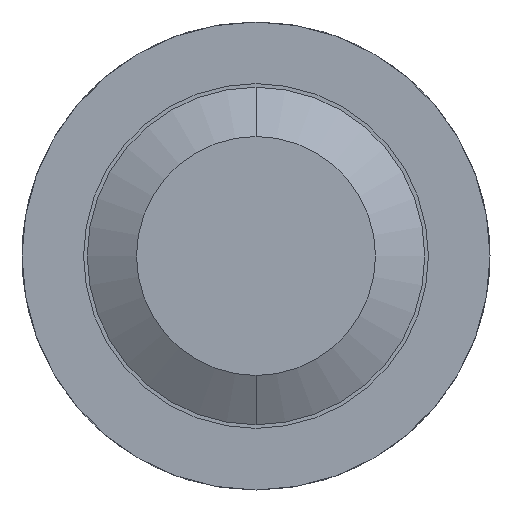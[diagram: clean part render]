
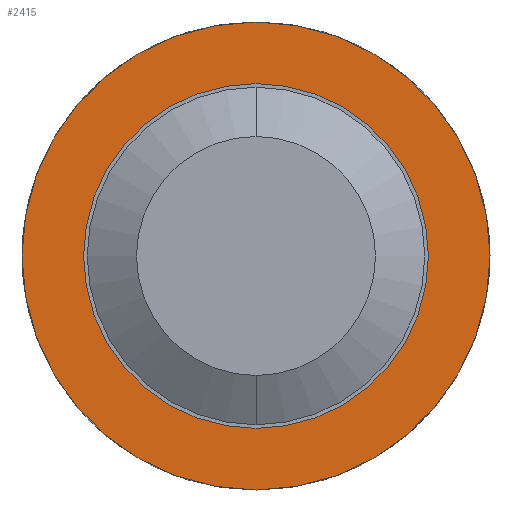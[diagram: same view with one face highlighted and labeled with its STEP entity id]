
A CAD part, front view. The second image highlights one B-rep face of the part: STEP entity #2415.
In plain terms, the highlighted planar face has unit normal (0, -1, 0).
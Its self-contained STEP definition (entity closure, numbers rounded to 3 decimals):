
#14 = CIRCLE ( 'NONE', #1649, 0.685 ) ;
#194 = ORIENTED_EDGE ( 'NONE', *, *, #953, .T. ) ;
#196 = VERTEX_POINT ( 'NONE', #299 ) ;
#262 = PLANE ( 'NONE',  #1265 ) ;
#277 = FACE_BOUND ( 'NONE', #3013, .T. ) ;
#299 = CARTESIAN_POINT ( 'NONE',  ( 0., -2.5, -0.95 ) ) ;
#472 = VERTEX_POINT ( 'NONE', #531 ) ;
#474 = DIRECTION ( 'NONE',  ( 0., 1., 0. ) ) ;
#531 = CARTESIAN_POINT ( 'NONE',  ( 0., -2.5, -0.685 ) ) ;
#872 = DIRECTION ( 'NONE',  ( 0., 0., 1. ) ) ;
#953 = EDGE_CURVE ( 'Defeature ausgef�hrt2_9+Defeature ausgef�hrt2_3+Defeature ausgef�hrt2_3+Defeature ausgef�hrt2_3', #1198, #472, #2155, .T. ) ;
#1020 = DIRECTION ( 'NONE',  ( 0., 1., 0. ) ) ;
#1118 = AXIS2_PLACEMENT_3D ( 'NONE', #3571, #2517, #872 ) ;
#1121 = DIRECTION ( 'NONE',  ( 0., 0., 1. ) ) ;
#1198 = VERTEX_POINT ( 'NONE', #2400 ) ;
#1265 = AXIS2_PLACEMENT_3D ( 'NONE', #3498, #474, #1325 ) ;
#1271 = EDGE_LOOP ( 'NONE', ( #2434, #1728 ) ) ;
#1272 = DIRECTION ( 'NONE',  ( 0., 0., 1. ) ) ;
#1325 = DIRECTION ( 'NONE',  ( 0., 0., 1. ) ) ;
#1649 = AXIS2_PLACEMENT_3D ( 'NONE', #2076, #1020, #2128 ) ;
#1728 = ORIENTED_EDGE ( 'NONE', *, *, #2762, .F. ) ;
#1842 = ORIENTED_EDGE ( 'NONE', *, *, #3183, .T. ) ;
#1952 = EDGE_CURVE ( 'Defeature ausgef�hrt2_8+Defeature ausgef�hrt2_9+Defeature ausgef�hrt2_9+Defeature ausgef�hrt2_9', #3048, #196, #2781, .T. ) ;
#2076 = CARTESIAN_POINT ( 'NONE',  ( 0., -2.5, 0. ) ) ;
#2128 = DIRECTION ( 'NONE',  ( 0., 0., 1. ) ) ;
#2155 = CIRCLE ( 'NONE', #1118, 0.685 ) ;
#2188 = CARTESIAN_POINT ( 'NONE',  ( 0., -2.5, 0. ) ) ;
#2244 = DIRECTION ( 'NONE',  ( 0., 1., 0. ) ) ;
#2400 = CARTESIAN_POINT ( 'NONE',  ( 0., -2.5, 0.685 ) ) ;
#2415 = ADVANCED_FACE ( 'Defeature ausgef�hrt2_9', ( #2733, #277 ), #262, .F. ) ;
#2434 = ORIENTED_EDGE ( 'NONE', *, *, #1952, .F. ) ;
#2504 = AXIS2_PLACEMENT_3D ( 'NONE', #2188, #2244, #1121 ) ;
#2517 = DIRECTION ( 'NONE',  ( 0., 1., 0. ) ) ;
#2733 = FACE_OUTER_BOUND ( 'NONE', #1271, .T. ) ;
#2762 = EDGE_CURVE ( 'Defeature ausgef�hrt2_8+Defeature ausgef�hrt2_9+Defeature ausgef�hrt2_9+Defeature ausgef�hrt2_9', #196, #3048, #3467, .T. ) ;
#2781 = CIRCLE ( 'NONE', #3234, 0.95 ) ;
#3013 = EDGE_LOOP ( 'NONE', ( #194, #1842 ) ) ;
#3048 = VERTEX_POINT ( 'NONE', #3137 ) ;
#3137 = CARTESIAN_POINT ( 'NONE',  ( 0., -2.5, 0.95 ) ) ;
#3149 = CARTESIAN_POINT ( 'NONE',  ( 0., -2.5, 0. ) ) ;
#3180 = DIRECTION ( 'NONE',  ( 0., 1., 0. ) ) ;
#3183 = EDGE_CURVE ( 'Defeature ausgef�hrt2_9+Defeature ausgef�hrt2_3+Defeature ausgef�hrt2_3+Defeature ausgef�hrt2_3', #472, #1198, #14, .T. ) ;
#3234 = AXIS2_PLACEMENT_3D ( 'NONE', #3149, #3180, #1272 ) ;
#3467 = CIRCLE ( 'NONE', #2504, 0.95 ) ;
#3498 = CARTESIAN_POINT ( 'NONE',  ( 0.95, -2.5, 0. ) ) ;
#3571 = CARTESIAN_POINT ( 'NONE',  ( 0., -2.5, 0. ) ) ;
